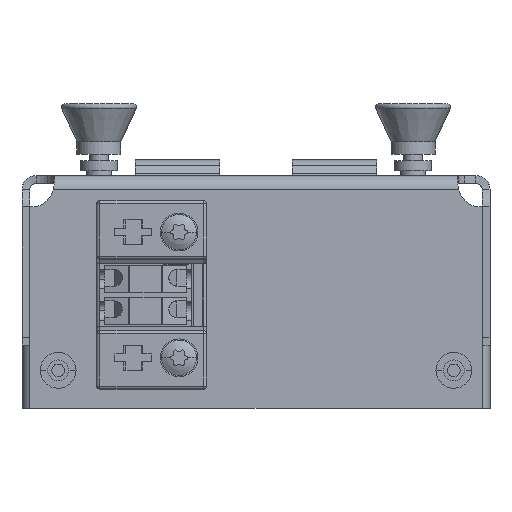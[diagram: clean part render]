
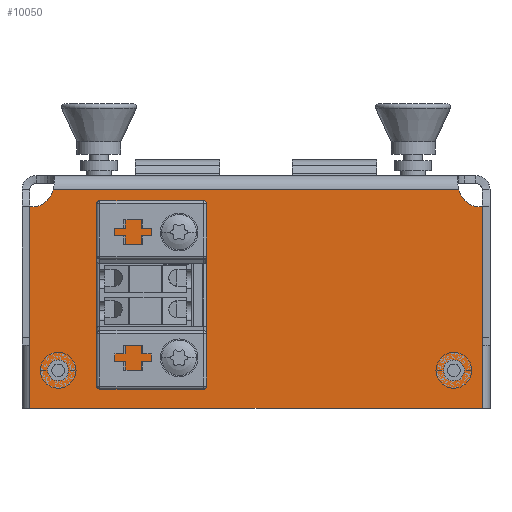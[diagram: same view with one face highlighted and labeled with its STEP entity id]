
A CAD part, front view. The second image highlights one B-rep face of the part: STEP entity #10050.
In plain terms, the highlighted planar face has unit normal (0, -1, 0).
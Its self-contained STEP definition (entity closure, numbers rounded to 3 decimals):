
#3417=CARTESIAN_POINT('',(32.252,-105.,-2.25));
#3435=CARTESIAN_POINT('',(36.098,-105.,-1.152));
#3436=DIRECTION('',(0.,-1.,0.));
#3437=DIRECTION('',(-0.962,0.,-0.274));
#3438=AXIS2_PLACEMENT_3D('',#3435,#3436,#3437);
#3440=DIRECTION('',(1.,0.,0.));
#3441=VECTOR('',#3440,1.);
#3442=CARTESIAN_POINT('',(35.,-105.,-4.998));
#3443=LINE('',#3442,#3441);
#3444=DIRECTION('',(0.,0.,-1.));
#3445=VECTOR('',#3444,32.002);
#3446=CARTESIAN_POINT('',(36.,-105.,-4.998));
#3447=LINE('',#3446,#3445);
#3448=DIRECTION('',(0.,0.,1.));
#3449=VECTOR('',#3448,32.002);
#3450=CARTESIAN_POINT('',(-36.,-105.,-37.));
#3451=LINE('',#3450,#3449);
#3452=DIRECTION('',(1.,0.,0.));
#3453=VECTOR('',#3452,1.);
#3454=CARTESIAN_POINT('',(-36.,-105.,-4.998));
#3455=LINE('',#3454,#3453);
#3456=CARTESIAN_POINT('',(-36.098,-105.,-1.152));
#3457=DIRECTION('',(0.,-1.,0.));
#3458=DIRECTION('',(0.274,0.,-0.962));
#3459=AXIS2_PLACEMENT_3D('',#3456,#3457,#3458);
#3461=DIRECTION('',(1.,0.,0.));
#3462=VECTOR('',#3461,64.503);
#3463=CARTESIAN_POINT('',(-32.252,-105.,-2.25));
#3464=LINE('',#3463,#3462);
#3465=CARTESIAN_POINT('',(31.5,-105.,-31.));
#3466=DIRECTION('',(0.,-1.,0.));
#3467=DIRECTION('',(0.,0.,1.));
#3468=AXIS2_PLACEMENT_3D('',#3465,#3466,#3467);
#3470=CARTESIAN_POINT('',(31.5,-105.,-31.));
#3471=DIRECTION('',(0.,-1.,0.));
#3472=DIRECTION('',(0.,0.,-1.));
#3473=AXIS2_PLACEMENT_3D('',#3470,#3471,#3472);
#3475=CARTESIAN_POINT('',(-31.5,-105.,-31.));
#3476=DIRECTION('',(0.,1.,0.));
#3477=DIRECTION('',(0.,0.,1.));
#3478=AXIS2_PLACEMENT_3D('',#3475,#3476,#3477);
#3480=CARTESIAN_POINT('',(-31.5,-105.,-31.));
#3481=DIRECTION('',(0.,1.,0.));
#3482=DIRECTION('',(0.,0.,-1.));
#3483=AXIS2_PLACEMENT_3D('',#3480,#3481,#3482);
#3485=DIRECTION('',(0.,0.,-1.));
#3486=VECTOR('',#3485,12.8);
#3487=CARTESIAN_POINT('',(-11.15,-105.,-12.6));
#3488=LINE('',#3487,#3486);
#3489=DIRECTION('',(1.,0.,0.));
#3490=VECTOR('',#3489,12.4);
#3491=CARTESIAN_POINT('',(-23.55,-105.,-12.6));
#3492=LINE('',#3491,#3490);
#3493=DIRECTION('',(0.,0.,1.));
#3494=VECTOR('',#3493,12.8);
#3495=CARTESIAN_POINT('',(-23.55,-105.,-25.4));
#3496=LINE('',#3495,#3494);
#3497=DIRECTION('',(-1.,0.,0.));
#3498=VECTOR('',#3497,12.4);
#3499=CARTESIAN_POINT('',(-11.15,-105.,-25.4));
#3500=LINE('',#3499,#3498);
#3501=CARTESIAN_POINT('',(-12.25,-105.,-9.));
#3502=DIRECTION('',(0.,-1.,0.));
#3503=DIRECTION('',(1.,0.,0.));
#3504=AXIS2_PLACEMENT_3D('',#3501,#3502,#3503);
#3506=CARTESIAN_POINT('',(-12.25,-105.,-9.));
#3507=DIRECTION('',(0.,-1.,0.));
#3508=DIRECTION('',(-1.,0.,0.));
#3509=AXIS2_PLACEMENT_3D('',#3506,#3507,#3508);
#3511=CARTESIAN_POINT('',(-12.25,-105.,-29.));
#3512=DIRECTION('',(0.,-1.,0.));
#3513=DIRECTION('',(1.,0.,0.));
#3514=AXIS2_PLACEMENT_3D('',#3511,#3512,#3513);
#3516=CARTESIAN_POINT('',(-12.25,-105.,-29.));
#3517=DIRECTION('',(0.,-1.,0.));
#3518=DIRECTION('',(-1.,0.,0.));
#3519=AXIS2_PLACEMENT_3D('',#3516,#3517,#3518);
#3615=DIRECTION('',(1.,0.,0.));
#3616=VECTOR('',#3615,72.);
#3617=CARTESIAN_POINT('',(-36.,-105.,-37.));
#3618=LINE('',#3617,#3616);
#3937=VERTEX_POINT('',#3417);
#3938=CARTESIAN_POINT('',(-32.252,-105.,-2.25));
#3939=VERTEX_POINT('',#3938);
#4007=CARTESIAN_POINT('',(-36.,-105.,-37.));
#4008=CARTESIAN_POINT('',(-36.,-105.,-4.998));
#4009=VERTEX_POINT('',#4007);
#4010=VERTEX_POINT('',#4008);
#4016=CARTESIAN_POINT('',(-35.,-105.,-4.998));
#4018=VERTEX_POINT('',#4016);
#4019=CARTESIAN_POINT('',(36.,-105.,-4.998));
#4020=CARTESIAN_POINT('',(36.,-105.,-37.));
#4021=VERTEX_POINT('',#4019);
#4022=VERTEX_POINT('',#4020);
#4028=CARTESIAN_POINT('',(35.,-105.,-4.998));
#4030=VERTEX_POINT('',#4028);
#4095=CARTESIAN_POINT('',(31.5,-105.,-29.35));
#4096=CARTESIAN_POINT('',(31.5,-105.,-32.65));
#4097=VERTEX_POINT('',#4095);
#4098=VERTEX_POINT('',#4096);
#4111=CARTESIAN_POINT('',(-31.5,-105.,-29.35));
#4112=CARTESIAN_POINT('',(-31.5,-105.,-32.65));
#4113=VERTEX_POINT('',#4111);
#4114=VERTEX_POINT('',#4112);
#4783=CARTESIAN_POINT('',(-11.15,-105.,-12.6));
#4784=CARTESIAN_POINT('',(-11.15,-105.,-25.4));
#4785=VERTEX_POINT('',#4783);
#4786=VERTEX_POINT('',#4784);
#4787=CARTESIAN_POINT('',(-23.55,-105.,-25.4));
#4788=VERTEX_POINT('',#4787);
#4789=CARTESIAN_POINT('',(-23.55,-105.,-12.6));
#4790=VERTEX_POINT('',#4789);
#4799=CARTESIAN_POINT('',(-11.15,-105.,-9.));
#4800=CARTESIAN_POINT('',(-13.35,-105.,-9.));
#4801=VERTEX_POINT('',#4799);
#4802=VERTEX_POINT('',#4800);
#4803=CARTESIAN_POINT('',(-11.15,-105.,-29.));
#4804=CARTESIAN_POINT('',(-13.35,-105.,-29.));
#4805=VERTEX_POINT('',#4803);
#4806=VERTEX_POINT('',#4804);
#9994=CARTESIAN_POINT('',(-35.,-105.,-2.25));
#9995=DIRECTION('',(0.,-1.,0.));
#9996=DIRECTION('',(0.,0.,-1.));
#9997=AXIS2_PLACEMENT_3D('',#9994,#9995,#9996);
#9998=PLANE('',#9997);
#10000=ORIENTED_EDGE('',*,*,#9999,.T.);
#10002=ORIENTED_EDGE('',*,*,#10001,.T.);
#10004=ORIENTED_EDGE('',*,*,#10003,.T.);
#10006=ORIENTED_EDGE('',*,*,#10005,.F.);
#10008=ORIENTED_EDGE('',*,*,#10007,.T.);
#10010=ORIENTED_EDGE('',*,*,#10009,.T.);
#10012=ORIENTED_EDGE('',*,*,#10011,.T.);
#10013=ORIENTED_EDGE('',*,*,#9986,.T.);
#10014=EDGE_LOOP('',(#10000,#10002,#10004,#10006,#10008,#10010,#10012,#10013));
#10015=FACE_OUTER_BOUND('',#10014,.F.);
#10017=ORIENTED_EDGE('',*,*,#10016,.T.);
#10019=ORIENTED_EDGE('',*,*,#10018,.T.);
#10020=EDGE_LOOP('',(#10017,#10019));
#10021=FACE_BOUND('',#10020,.F.);
#10023=ORIENTED_EDGE('',*,*,#10022,.F.);
#10025=ORIENTED_EDGE('',*,*,#10024,.F.);
#10026=EDGE_LOOP('',(#10023,#10025));
#10027=FACE_BOUND('',#10026,.F.);
#10029=ORIENTED_EDGE('',*,*,#10028,.F.);
#10031=ORIENTED_EDGE('',*,*,#10030,.F.);
#10033=ORIENTED_EDGE('',*,*,#10032,.F.);
#10035=ORIENTED_EDGE('',*,*,#10034,.F.);
#10036=EDGE_LOOP('',(#10029,#10031,#10033,#10035));
#10037=FACE_BOUND('',#10036,.F.);
#10039=ORIENTED_EDGE('',*,*,#10038,.T.);
#10041=ORIENTED_EDGE('',*,*,#10040,.T.);
#10042=EDGE_LOOP('',(#10039,#10041));
#10043=FACE_BOUND('',#10042,.F.);
#10045=ORIENTED_EDGE('',*,*,#10044,.T.);
#10047=ORIENTED_EDGE('',*,*,#10046,.T.);
#10048=EDGE_LOOP('',(#10045,#10047));
#10049=FACE_BOUND('',#10048,.F.);
#10050=ADVANCED_FACE('',(#10015,#10021,#10027,#10037,#10043,#10049),#9998,.T.);
#3439=CIRCLE('',#3438,4.);
#3460=CIRCLE('',#3459,4.);
#3469=CIRCLE('',#3468,1.65);
#3474=CIRCLE('',#3473,1.65);
#3479=CIRCLE('',#3478,1.65);
#3484=CIRCLE('',#3483,1.65);
#3505=CIRCLE('',#3504,1.1);
#3510=CIRCLE('',#3509,1.1);
#3515=CIRCLE('',#3514,1.1);
#3520=CIRCLE('',#3519,1.1);
#9986=EDGE_CURVE('',#3939,#3937,#3464,.T.);
#9999=EDGE_CURVE('',#3937,#4030,#3439,.T.);
#10001=EDGE_CURVE('',#4030,#4021,#3443,.T.);
#10003=EDGE_CURVE('',#4021,#4022,#3447,.T.);
#10005=EDGE_CURVE('',#4009,#4022,#3618,.T.);
#10007=EDGE_CURVE('',#4009,#4010,#3451,.T.);
#10009=EDGE_CURVE('',#4010,#4018,#3455,.T.);
#10011=EDGE_CURVE('',#4018,#3939,#3460,.T.);
#10016=EDGE_CURVE('',#4097,#4098,#3469,.T.);
#10018=EDGE_CURVE('',#4098,#4097,#3474,.T.);
#10022=EDGE_CURVE('',#4113,#4114,#3479,.T.);
#10024=EDGE_CURVE('',#4114,#4113,#3484,.T.);
#10028=EDGE_CURVE('',#4785,#4786,#3488,.T.);
#10030=EDGE_CURVE('',#4790,#4785,#3492,.T.);
#10032=EDGE_CURVE('',#4788,#4790,#3496,.T.);
#10034=EDGE_CURVE('',#4786,#4788,#3500,.T.);
#10038=EDGE_CURVE('',#4801,#4802,#3505,.T.);
#10040=EDGE_CURVE('',#4802,#4801,#3510,.T.);
#10044=EDGE_CURVE('',#4805,#4806,#3515,.T.);
#10046=EDGE_CURVE('',#4806,#4805,#3520,.T.);
